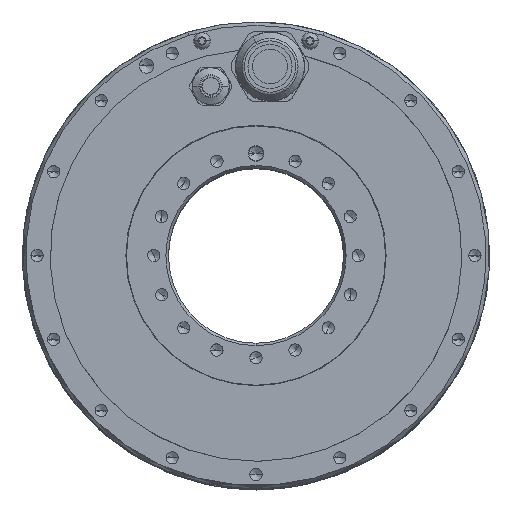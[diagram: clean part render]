
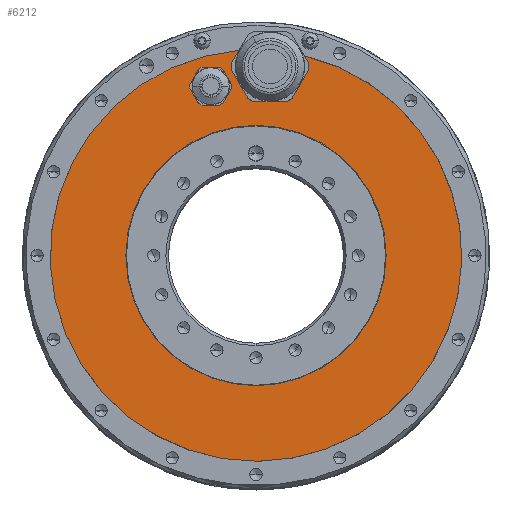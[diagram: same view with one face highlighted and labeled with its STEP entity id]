
A CAD part, top view. The second image highlights one B-rep face of the part: STEP entity #6212.
In plain terms, the highlighted planar face has unit normal (0, 0, 1).
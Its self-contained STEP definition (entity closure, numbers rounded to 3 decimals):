
#356=DIRECTION('',(0.5,-0.866,0.));
#357=VECTOR('',#356,3.137);
#358=CARTESIAN_POINT('',(-10.655,62.608,-0.15));
#359=LINE('',#358,#357);
#360=CARTESIAN_POINT('',(-15.5,58.,-0.15));
#361=DIRECTION('',(0.,0.,1.));
#362=DIRECTION('',(0.725,0.689,0.));
#363=AXIS2_PLACEMENT_3D('',#360,#361,#362);
#365=DIRECTION('',(-1.,0.,0.));
#366=VECTOR('',#365,3.137);
#367=CARTESIAN_POINT('',(-13.931,64.5,-0.15));
#368=LINE('',#367,#366);
#369=CARTESIAN_POINT('',(-15.5,58.,-0.15));
#370=DIRECTION('',(0.,0.,1.));
#371=DIRECTION('',(-0.235,0.972,0.));
#372=AXIS2_PLACEMENT_3D('',#369,#370,#371);
#374=DIRECTION('',(0.5,0.866,0.));
#375=VECTOR('',#374,3.137);
#376=CARTESIAN_POINT('',(-21.913,59.892,-0.15));
#377=LINE('',#376,#375);
#378=CARTESIAN_POINT('',(-15.5,58.,-0.15));
#379=DIRECTION('',(0.,0.,1.));
#380=DIRECTION('',(-0.959,0.283,0.));
#381=AXIS2_PLACEMENT_3D('',#378,#379,#380);
#383=DIRECTION('',(-0.5,0.866,0.));
#384=VECTOR('',#383,3.137);
#385=CARTESIAN_POINT('',(-20.345,53.392,-0.15));
#386=LINE('',#385,#384);
#387=CARTESIAN_POINT('',(-15.5,58.,-0.15));
#388=DIRECTION('',(0.,0.,1.));
#389=DIRECTION('',(-0.725,-0.689,0.));
#390=AXIS2_PLACEMENT_3D('',#387,#388,#389);
#392=DIRECTION('',(1.,0.,0.));
#393=VECTOR('',#392,3.137);
#394=CARTESIAN_POINT('',(-17.069,51.5,-0.15));
#395=LINE('',#394,#393);
#396=CARTESIAN_POINT('',(-15.5,58.,-0.15));
#397=DIRECTION('',(0.,0.,1.));
#398=DIRECTION('',(0.235,-0.972,0.));
#399=AXIS2_PLACEMENT_3D('',#396,#397,#398);
#401=DIRECTION('',(-0.5,-0.866,0.));
#402=VECTOR('',#401,3.137);
#403=CARTESIAN_POINT('',(-9.087,56.108,-0.15));
#404=LINE('',#403,#402);
#405=CARTESIAN_POINT('',(-15.5,58.,-0.15));
#406=DIRECTION('',(0.,0.,1.));
#407=DIRECTION('',(0.959,-0.283,0.));
#408=AXIS2_PLACEMENT_3D('',#405,#406,#407);
#410=CARTESIAN_POINT('',(4.8,64.7,-0.15));
#411=DIRECTION('',(0.,0.,1.));
#412=DIRECTION('',(-0.766,-0.643,0.));
#413=AXIS2_PLACEMENT_3D('',#410,#411,#412);
#415=DIRECTION('',(-1.,0.,0.));
#416=VECTOR('',#415,4.249);
#417=CARTESIAN_POINT('',(6.924,52.7,-0.15));
#418=LINE('',#417,#416);
#419=CARTESIAN_POINT('',(4.8,64.7,-0.15));
#420=DIRECTION('',(0.,0.,1.));
#421=DIRECTION('',(0.174,-0.985,0.));
#422=AXIS2_PLACEMENT_3D('',#419,#420,#421);
#424=DIRECTION('',(-0.5,-0.866,0.));
#425=VECTOR('',#424,4.249);
#426=CARTESIAN_POINT('',(16.255,60.54,-0.15));
#427=LINE('',#426,#425);
#428=CARTESIAN_POINT('',(4.8,64.7,-0.15));
#429=DIRECTION('',(0.,0.,1.));
#430=DIRECTION('',(0.94,-0.341,0.));
#431=AXIS2_PLACEMENT_3D('',#428,#429,#430);
#433=DIRECTION('',(-0.5,-0.866,0.));
#434=VECTOR('',#433,1.613);
#435=CARTESIAN_POINT('',(-5.848,70.257,-0.15));
#436=LINE('',#435,#434);
#437=CARTESIAN_POINT('',(4.8,64.7,-0.15));
#438=DIRECTION('',(0.,0.,1.));
#439=DIRECTION('',(-0.94,0.341,0.));
#440=AXIS2_PLACEMENT_3D('',#437,#438,#439);
#442=DIRECTION('',(0.5,-0.866,0.));
#443=VECTOR('',#442,4.249);
#444=CARTESIAN_POINT('',(-6.655,60.54,-0.15));
#445=LINE('',#444,#443);
#455=CARTESIAN_POINT('',(0.,0.,-0.15));
#456=DIRECTION('',(0.,0.,1.));
#457=DIRECTION('',(-1.,0.,0.));
#458=AXIS2_PLACEMENT_3D('',#455,#456,#457);
#2474=CARTESIAN_POINT('',(0.,0.,-0.15));
#2475=DIRECTION('',(0.,0.,1.));
#2476=DIRECTION('',(-0.083,0.997,0.));
#2477=AXIS2_PLACEMENT_3D('',#2474,#2475,#2476);
#4087=CARTESIAN_POINT('',(0.,0.,-0.15));
#4088=DIRECTION('',(0.,0.,1.));
#4089=DIRECTION('',(1.,0.,0.));
#4090=AXIS2_PLACEMENT_3D('',#4087,#4088,#4089);
#5030=CARTESIAN_POINT('',(-44.59,0.,-0.15));
#5031=CARTESIAN_POINT('',(44.59,0.,-0.15));
#5032=VERTEX_POINT('',#5030);
#5033=VERTEX_POINT('',#5031);
#5214=CARTESIAN_POINT('',(-10.655,62.608,-0.15));
#5215=CARTESIAN_POINT('',(-9.087,59.892,-0.15));
#5216=VERTEX_POINT('',#5214);
#5217=VERTEX_POINT('',#5215);
#5218=CARTESIAN_POINT('',(-13.931,64.5,-0.15));
#5219=VERTEX_POINT('',#5218);
#5220=CARTESIAN_POINT('',(-17.069,64.5,-0.15));
#5221=VERTEX_POINT('',#5220);
#5222=CARTESIAN_POINT('',(-20.345,62.608,-0.15));
#5223=VERTEX_POINT('',#5222);
#5224=CARTESIAN_POINT('',(-21.913,59.892,-0.15));
#5225=VERTEX_POINT('',#5224);
#5226=CARTESIAN_POINT('',(-21.913,56.108,
-0.15));
#5227=VERTEX_POINT('',#5226);
#5228=CARTESIAN_POINT('',(-20.345,53.392,-0.15));
#5229=VERTEX_POINT('',#5228);
#5230=CARTESIAN_POINT('',(-17.069,51.5,-0.15));
#5231=VERTEX_POINT('',#5230);
#5232=CARTESIAN_POINT('',(-13.931,51.5,-0.15));
#5233=VERTEX_POINT('',#5232);
#5234=CARTESIAN_POINT('',(-10.655,53.392,
-0.15));
#5235=VERTEX_POINT('',#5234);
#5236=CARTESIAN_POINT('',(-9.087,56.108,-0.15));
#5237=VERTEX_POINT('',#5236);
#5406=CARTESIAN_POINT('',(-4.53,56.86,-0.15));
#5407=CARTESIAN_POINT('',(2.676,52.7,-0.15));
#5408=VERTEX_POINT('',#5406);
#5409=VERTEX_POINT('',#5407);
#5410=CARTESIAN_POINT('',(-6.655,60.54,-0.15));
#5411=VERTEX_POINT('',#5410);
#5412=CARTESIAN_POINT('',(-6.655,68.86,-0.15));
#5413=VERTEX_POINT('',#5412);
#5414=CARTESIAN_POINT('',(-5.848,70.257,-0.15));
#5415=VERTEX_POINT('',#5414);
#5416=CARTESIAN_POINT('',(16.255,60.54,-0.15));
#5417=CARTESIAN_POINT('',(16.353,68.577,-0.15));
#5418=VERTEX_POINT('',#5416);
#5419=VERTEX_POINT('',#5417);
#5420=CARTESIAN_POINT('',(14.13,56.86,-0.15));
#5421=VERTEX_POINT('',#5420);
#5422=CARTESIAN_POINT('',(6.924,52.7,-0.15));
#5423=VERTEX_POINT('',#5422);
#6156=CARTESIAN_POINT('',(0.,0.,-0.15));
#6157=DIRECTION('',(0.,0.,1.));
#6158=DIRECTION('',(1.,0.,0.));
#6159=AXIS2_PLACEMENT_3D('',#6156,#6157,#6158);
#6160=PLANE('',#6159);
#6162=ORIENTED_EDGE('',*,*,#6161,.T.);
#6164=ORIENTED_EDGE('',*,*,#6163,.F.);
#6166=ORIENTED_EDGE('',*,*,#6165,.T.);
#6168=ORIENTED_EDGE('',*,*,#6167,.F.);
#6170=ORIENTED_EDGE('',*,*,#6169,.T.);
#6172=ORIENTED_EDGE('',*,*,#6171,.F.);
#6174=ORIENTED_EDGE('',*,*,#6173,.T.);
#6176=ORIENTED_EDGE('',*,*,#6175,.T.);
#6178=ORIENTED_EDGE('',*,*,#6177,.T.);
#6179=EDGE_LOOP('',(#6162,#6164,#6166,#6168,#6170,#6172,#6174,#6176,#6178));
#6180=FACE_OUTER_BOUND('',#6179,.F.);
#6181=ORIENTED_EDGE('',*,*,#6135,.F.);
#6183=ORIENTED_EDGE('',*,*,#6182,.T.);
#6185=ORIENTED_EDGE('',*,*,#6184,.T.);
#6187=ORIENTED_EDGE('',*,*,#6186,.T.);
#6189=ORIENTED_EDGE('',*,*,#6188,.F.);
#6191=ORIENTED_EDGE('',*,*,#6190,.T.);
#6193=ORIENTED_EDGE('',*,*,#6192,.F.);
#6195=ORIENTED_EDGE('',*,*,#6194,.T.);
#6197=ORIENTED_EDGE('',*,*,#6196,.T.);
#6199=ORIENTED_EDGE('',*,*,#6198,.T.);
#6201=ORIENTED_EDGE('',*,*,#6200,.F.);
#6203=ORIENTED_EDGE('',*,*,#6202,.T.);
#6204=EDGE_LOOP('',(#6181,#6183,#6185,#6187,#6189,#6191,#6193,#6195,#6197,#6199,
#6201,#6203));
#6205=FACE_BOUND('',#6204,.F.);
#6207=ORIENTED_EDGE('',*,*,#6206,.T.);
#6209=ORIENTED_EDGE('',*,*,#6208,.T.);
#6210=EDGE_LOOP('',(#6207,#6209));
#6211=FACE_BOUND('',#6210,.F.);
#6212=ADVANCED_FACE('',(#6180,#6205,#6211),#6160,.T.);
#364=CIRCLE('',#363,6.687);
#373=CIRCLE('',#372,6.687);
#382=CIRCLE('',#381,6.687);
#391=CIRCLE('',#390,6.687);
#400=CIRCLE('',#399,6.687);
#409=CIRCLE('',#408,6.687);
#414=CIRCLE('',#413,12.187);
#423=CIRCLE('',#422,12.187);
#432=CIRCLE('',#431,12.187);
#441=CIRCLE('',#440,12.187);
#459=CIRCLE('',#458,44.59);
#2478=CIRCLE('',#2477,70.5);
#4091=CIRCLE('',#4090,44.59);
#6135=EDGE_CURVE('',#5216,#5217,#359,.T.);
#6161=EDGE_CURVE('',#5408,#5409,#414,.T.);
#6163=EDGE_CURVE('',#5423,#5409,#418,.T.);
#6165=EDGE_CURVE('',#5423,#5421,#423,.T.);
#6167=EDGE_CURVE('',#5418,#5421,#427,.T.);
#6169=EDGE_CURVE('',#5418,#5419,#432,.T.);
#6171=EDGE_CURVE('',#5415,#5419,#2478,.T.);
#6173=EDGE_CURVE('',#5415,#5413,#436,.T.);
#6175=EDGE_CURVE('',#5413,#5411,#441,.T.);
#6177=EDGE_CURVE('',#5411,#5408,#445,.T.);
#6182=EDGE_CURVE('',#5216,#5219,#364,.T.);
#6184=EDGE_CURVE('',#5219,#5221,#368,.T.);
#6186=EDGE_CURVE('',#5221,#5223,#373,.T.);
#6188=EDGE_CURVE('',#5225,#5223,#377,.T.);
#6190=EDGE_CURVE('',#5225,#5227,#382,.T.);
#6192=EDGE_CURVE('',#5229,#5227,#386,.T.);
#6194=EDGE_CURVE('',#5229,#5231,#391,.T.);
#6196=EDGE_CURVE('',#5231,#5233,#395,.T.);
#6198=EDGE_CURVE('',#5233,#5235,#400,.T.);
#6200=EDGE_CURVE('',#5237,#5235,#404,.T.);
#6202=EDGE_CURVE('',#5237,#5217,#409,.T.);
#6206=EDGE_CURVE('',#5032,#5033,#459,.T.);
#6208=EDGE_CURVE('',#5033,#5032,#4091,.T.);
